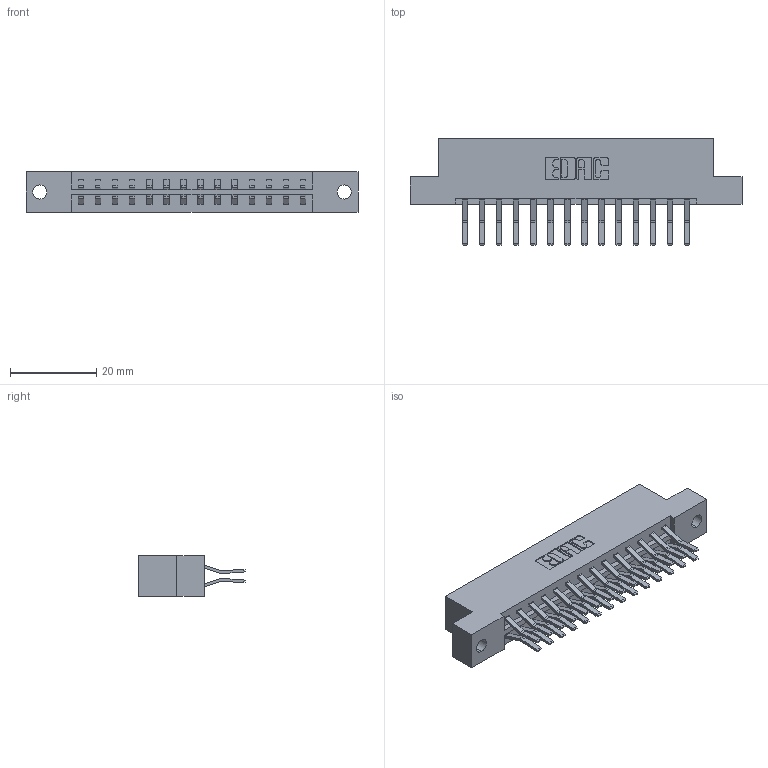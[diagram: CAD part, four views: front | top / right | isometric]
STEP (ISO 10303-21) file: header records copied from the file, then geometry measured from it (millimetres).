
FILE_DESCRIPTION (( 'STEP AP203' ), '1' );
FILE_NAME ('333-028-560-202.STEP', '2018-08-02T16:01:33', ( '' ), ( '' ), 'SwSTEP 2.0', 'SolidWorks 2016', '' );
FILE_SCHEMA (( 'CONFIG_CONTROL_DESIGN' ));
Length unit declared in the file: inch
Products named in the file (3): 333 Part_Flush - .128 Dia; 345-292-001_560 Tail; 333-028-560-202
Assembly tree (29 placements, depth 2):
  333-028-560-202
    333 Part_Flush - .128 Dia
    345-292-001_560 Tail  x28
Bounding box: 77.01 x 24.78 x 9.4 mm (x, y, z)
Volume: 7747.6 mm3; surface area: 9108.9 mm2
Topology: 29 solids, 29 shells, 1626 faces, 4819 edges, 3174 vertices
Faces by surface type: plane 1078, cylinder 548
Entity records: 12719 total; most frequent: CARTESIAN_POINT 2142, ORIENTED_EDGE 2078, DIRECTION 1883, EDGE_CURVE 1039, LINE 907, VECTOR 907, VERTEX_POINT 690, AXIS2_PLACEMENT_3D 488
